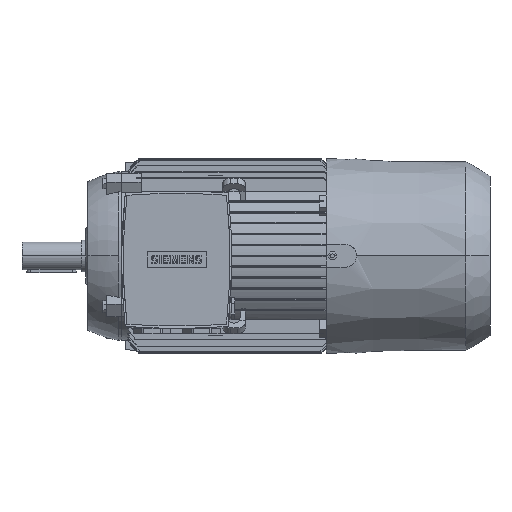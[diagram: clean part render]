
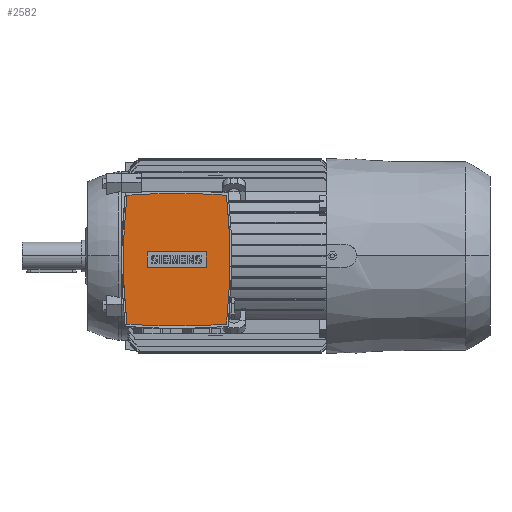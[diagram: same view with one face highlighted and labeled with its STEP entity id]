
A CAD part, top view. The second image highlights one B-rep face of the part: STEP entity #2582.
In plain terms, the highlighted planar face has unit normal (0, 0, 1).
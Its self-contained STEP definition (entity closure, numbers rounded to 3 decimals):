
#2582=ADVANCED_FACE('',(#5525,#5526),#5527,.T.);
#5525=FACE_BOUND('',#8844,.T.);
#5526=FACE_OUTER_BOUND('',#8845,.T.);
#5527=PLANE('',#8846);
#8844=EDGE_LOOP('',(#17000,#17001,#17002,#17003));
#8845=EDGE_LOOP('',(#17004,#17005,#17006,#17007,#17008,#17009));
#8846=AXIS2_PLACEMENT_3D('',#17010,#17011,#17012);
#17000=ORIENTED_EDGE('',*,*,#23299,.T.);
#17001=ORIENTED_EDGE('',*,*,#23303,.T.);
#17002=ORIENTED_EDGE('',*,*,#23306,.T.);
#17003=ORIENTED_EDGE('',*,*,#23308,.T.);
#17004=ORIENTED_EDGE('',*,*,#23384,.T.);
#17005=ORIENTED_EDGE('',*,*,#23386,.T.);
#17006=ORIENTED_EDGE('',*,*,#20568,.T.);
#17007=ORIENTED_EDGE('',*,*,#23378,.T.);
#17008=ORIENTED_EDGE('',*,*,#20579,.T.);
#17009=ORIENTED_EDGE('',*,*,#23375,.T.);
#17010=CARTESIAN_POINT('',(56.0,-4.0,166.0));
#17011=DIRECTION('',(0.0,0.0,1.0));
#17012=DIRECTION('',(0.0,-1.0,0.0));
#20568=EDGE_CURVE('',#24879,#24883,#24885,.T.);
#20579=EDGE_CURVE('',#24905,#24902,#24906,.T.);
#23299=EDGE_CURVE('',#29019,#29017,#29020,.T.);
#23303=EDGE_CURVE('',#29017,#29023,#29025,.T.);
#23306=EDGE_CURVE('',#29023,#29027,#29029,.T.);
#23308=EDGE_CURVE('',#29027,#29019,#29031,.T.);
#23375=EDGE_CURVE('',#24902,#29126,#29128,.T.);
#23378=EDGE_CURVE('',#24883,#24905,#29131,.T.);
#23384=EDGE_CURVE('',#29126,#29136,#29138,.T.);
#23386=EDGE_CURVE('',#29136,#24879,#29140,.T.);
#24879=VERTEX_POINT('',#32341);
#24883=VERTEX_POINT('',#32346);
#24885=CIRCLE('',#32349,692.16);
#24902=VERTEX_POINT('',#32391);
#24905=VERTEX_POINT('',#32395);
#24906=CIRCLE('',#32396,692.16);
#29017=VERTEX_POINT('',#42334);
#29019=VERTEX_POINT('',#42337);
#29020=LINE('',#42338,#42339);
#29023=VERTEX_POINT('',#42343);
#29025=LINE('',#42346,#42347);
#29027=VERTEX_POINT('',#42349);
#29029=LINE('',#42352,#42353);
#29031=LINE('',#42355,#42356);
#29126=VERTEX_POINT('',#42494);
#29128=CIRCLE('',#42497,692.16);
#29131=CIRCLE('',#42500,594.0);
#29136=VERTEX_POINT('',#42506);
#29138=CIRCLE('',#42509,594.0);
#29140=CIRCLE('',#42511,692.16);
#32341=CARTESIAN_POINT('',(56.,-71.0,166.0));
#32346=CARTESIAN_POINT('',(106.415,-69.162,166.0));
#32349=AXIS2_PLACEMENT_3D('',#45535,#45536,#45537);
#32391=CARTESIAN_POINT('',(56.,63.0,166.0));
#32395=CARTESIAN_POINT('',(106.415,61.162,166.0));
#32396=AXIS2_PLACEMENT_3D('',#45551,#45552,#45553);
#42334=CARTESIAN_POINT('',(26.0,-12.05,166.0));
#42337=CARTESIAN_POINT('',(86.0,-12.05,166.0));
#42338=CARTESIAN_POINT('',(56.0,-12.05,166.0));
#42339=VECTOR('',#48282,1.0);
#42343=CARTESIAN_POINT('',(26.0,4.05,166.0));
#42346=CARTESIAN_POINT('',(26.0,-4.0,166.0));
#42347=VECTOR('',#48285,1.0);
#42349=CARTESIAN_POINT('',(86.0,4.05,166.0));
#42352=CARTESIAN_POINT('',(56.0,4.05,166.0));
#42353=VECTOR('',#48287,1.0);
#42355=CARTESIAN_POINT('',(86.0,-4.0,166.0));
#42356=VECTOR('',#48288,1.0);
#42494=CARTESIAN_POINT('',(5.585,61.162,166.0));
#42497=AXIS2_PLACEMENT_3D('',#48387,#48388,#48389);
#42500=AXIS2_PLACEMENT_3D('',#48390,#48391,#48392);
#42506=CARTESIAN_POINT('',(5.585,-69.162,166.0));
#42509=AXIS2_PLACEMENT_3D('',#48395,#48396,#48397);
#42511=AXIS2_PLACEMENT_3D('',#48398,#48399,#48400);
#45535=CARTESIAN_POINT('',(56.0,621.16,166.0));
#45536=DIRECTION('',(0.0,-0.0,1.0));
#45537=DIRECTION('',(0.0,1.0,0.0));
#45551=CARTESIAN_POINT('',(56.0,-629.16,166.0));
#45552=DIRECTION('',(0.0,-0.0,1.0));
#45553=DIRECTION('',(0.0,1.0,0.0));
#48282=DIRECTION('',(-1.0,0.0,0.0));
#48285=DIRECTION('',(0.0,1.0,0.0));
#48287=DIRECTION('',(1.0,0.0,-0.0));
#48288=DIRECTION('',(0.0,-1.0,0.0));
#48387=CARTESIAN_POINT('',(56.0,-629.16,166.0));
#48388=DIRECTION('',(0.0,-0.0,1.0));
#48389=DIRECTION('',(0.0,1.0,0.0));
#48390=CARTESIAN_POINT('',(-484.0,-4.0,166.0));
#48391=DIRECTION('',(0.0,-0.0,1.0));
#48392=DIRECTION('',(0.0,1.0,0.0));
#48395=CARTESIAN_POINT('',(596.0,-4.0,166.0));
#48396=DIRECTION('',(0.0,-0.0,1.0));
#48397=DIRECTION('',(0.0,1.0,0.0));
#48398=CARTESIAN_POINT('',(56.0,621.16,166.0));
#48399=DIRECTION('',(0.0,-0.0,1.0));
#48400=DIRECTION('',(0.0,1.0,0.0));
